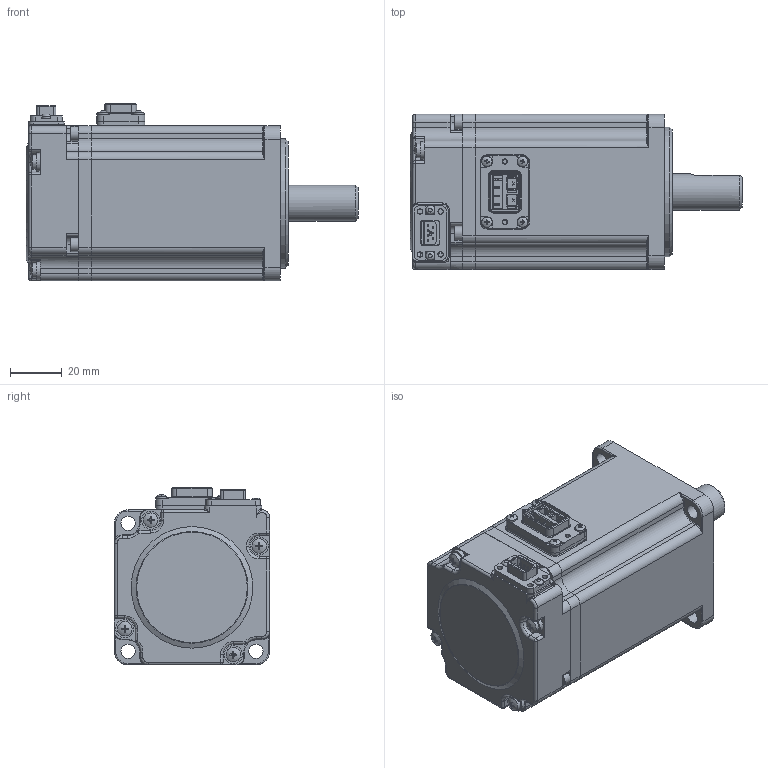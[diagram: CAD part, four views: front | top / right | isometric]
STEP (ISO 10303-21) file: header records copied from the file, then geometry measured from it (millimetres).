
FILE_DESCRIPTION (( 'STEP AP203' ), '1' );
FILE_NAME ('絳俋夤芞.STEP', '2021-10-20T11:21:58', ( '' ), ( '' ), 'SwSTEP 2.0', 'SolidWorks 2016', '' );
FILE_SCHEMA (( 'CONFIG_CONTROL_DESIGN' ));
Length unit declared in the file: millimetre
Products named in the file (1): 絳俋夤芞
Bounding box: 128.4 x 60 x 68.8 mm (x, y, z)
Surface area: 37320.3 mm2 (no closed solid volume)
Topology: 0 solids, 32 shells, 724 faces, 2332 edges, 1603 vertices
Faces by surface type: plane 394, cylinder 220, torus 57, bspline 22, sphere 16, cone 15
Full cylindrical faces by diameter (mm): 1.6 x2, 2.1 x4, 3.5 x2, 4 x4, 4.2 x1, 5.5 x8, 5.6 x4, 7 x4, 14 x1, 15 x1, 28 x1, 50 x1
Entity records: 26240 total; most frequent: CARTESIAN_POINT 6017, DIRECTION 4315, ORIENTED_EDGE 3696, EDGE_CURVE 2247, VERTEX_POINT 1585, AXIS2_PLACEMENT_3D 1447, LINE 1421, VECTOR 1421
